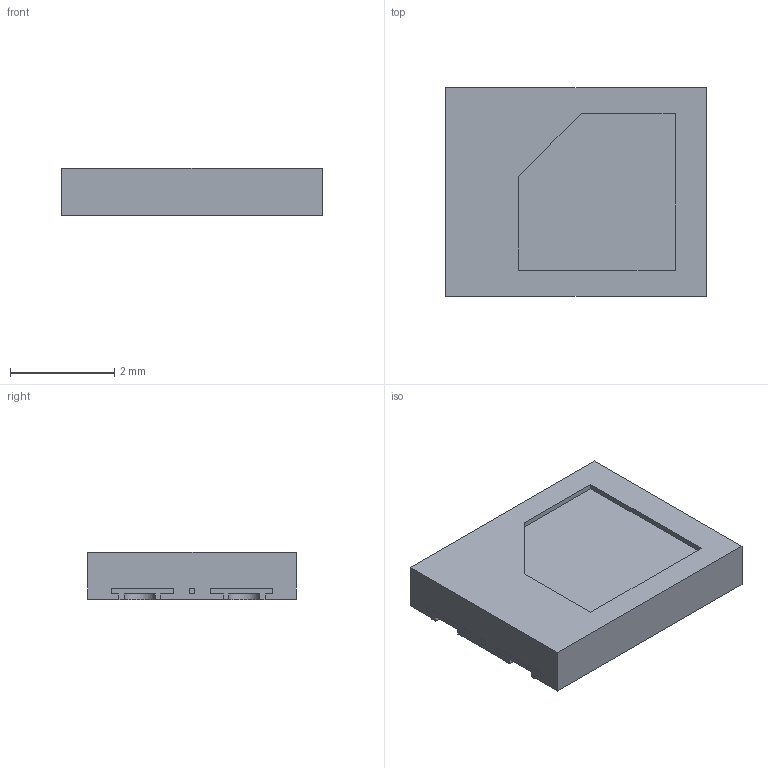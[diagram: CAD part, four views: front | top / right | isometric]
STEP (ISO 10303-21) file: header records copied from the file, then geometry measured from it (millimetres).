
FILE_DESCRIPTION(/* description */ (''),/* implementation_level */ '2;1');
FILE_NAME(/* name */ 'VEMD5080X01.step',/* time_stamp */ '2024-03-04T08:47:04+02:00',/* author */ (''),/* organization */ (''),/* preprocessor_version */ 'ST-DEVELOPER v20',/* originating_system */ 'Autodesk Translation Framework v12.20.1.177',/* authorisation */ '');
FILE_SCHEMA (('AUTOMOTIVE_DESIGN { 1 0 10303 214 3 1 1 }'));
Length unit declared in the file: millimetre
Products named in the file (1): VEMD5080X01
Bounding box: 5.02 x 4 x 0.91 mm (x, y, z)
Volume: 17.3 mm3; surface area: 90.9 mm2
Topology: 7 solids, 7 shells, 133 faces, 352 edges, 234 vertices
Faces by surface type: plane 110, cylinder 23
Entity records: 4131 total; most frequent: CARTESIAN_POINT 720, ORIENTED_EDGE 704, DIRECTION 668, EDGE_CURVE 352, LINE 304, VECTOR 304, VERTEX_POINT 234, AXIS2_PLACEMENT_3D 182
